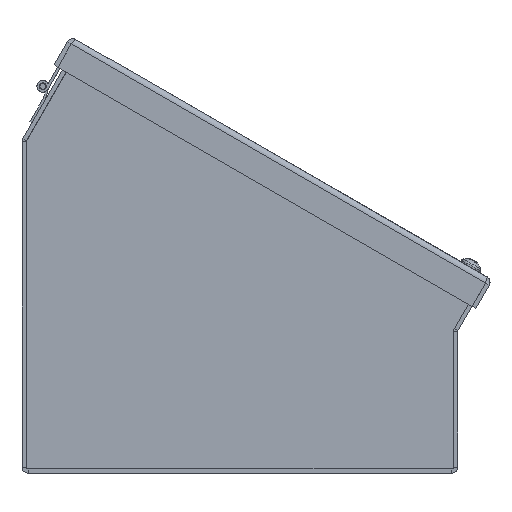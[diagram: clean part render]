
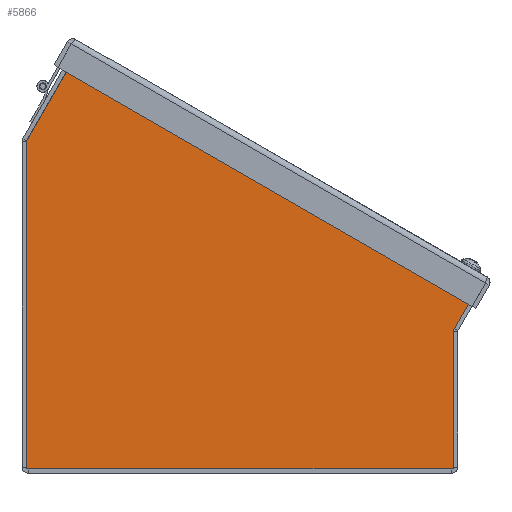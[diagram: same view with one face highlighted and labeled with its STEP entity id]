
A CAD part, front view. The second image highlights one B-rep face of the part: STEP entity #5866.
In plain terms, the highlighted face is planar.
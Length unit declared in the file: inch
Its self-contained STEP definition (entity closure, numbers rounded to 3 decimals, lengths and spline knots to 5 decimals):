
#280=PLANE($,#6259);
#615=LINE($,#9082,#1149);
#618=LINE($,#9088,#1152);
#621=LINE($,#9096,#1155);
#624=LINE($,#9100,#1158);
#636=LINE($,#9125,#1170);
#638=LINE($,#9129,#1172);
#640=LINE($,#9132,#1174);
#641=LINE($,#9135,#1175);
#642=LINE($,#9137,#1176);
#643=LINE($,#9139,#1177);
#644=LINE($,#9141,#1178);
#645=LINE($,#9143,#1179);
#646=LINE($,#9145,#1180);
#647=LINE($,#9146,#1181);
#1149=VECTOR($,#7183,6.65222);
#1152=VECTOR($,#7188,0.0002);
#1155=VECTOR($,#7193,0.03145);
#1158=VECTOR($,#7198,0.0002);
#1170=VECTOR($,#7214,0.03145);
#1172=VECTOR($,#7218,0.0002);
#1174=VECTOR($,#7222,0.0002);
#1175=VECTOR($,#7225,0.63792);
#1176=VECTOR($,#7226,1.65617);
#1177=VECTOR($,#7227,5.59463);
#1178=VECTOR($,#7228,7.2895);
#1179=VECTOR($,#7229,2.3635);
#1180=VECTOR($,#7230,0.80966);
#1181=VECTOR($,#7231,0.63792);
#1730=FACE_OUTER_BOUND($,#2052,.T.);
#2052=EDGE_LOOP($,(#4418,#4419,#4420,#4421,#4422,#4423,#4424,#4425,#4426,
#4427,#4428,#4429,#4430,#4431));
#2679=VERTEX_POINT($,#9067);
#2680=VERTEX_POINT($,#9071);
#2683=VERTEX_POINT($,#9086);
#2686=VERTEX_POINT($,#9093);
#2687=VERTEX_POINT($,#9095);
#2697=VERTEX_POINT($,#9122);
#2698=VERTEX_POINT($,#9124);
#2699=VERTEX_POINT($,#9128);
#2700=VERTEX_POINT($,#9134);
#2701=VERTEX_POINT($,#9136);
#2702=VERTEX_POINT($,#9138);
#2703=VERTEX_POINT($,#9140);
#2704=VERTEX_POINT($,#9142);
#2705=VERTEX_POINT($,#9144);
#3319=EDGE_CURVE($,#2679,#2680,#615,.T.);
#3322=EDGE_CURVE($,#2680,#2683,#618,.T.);
#3325=EDGE_CURVE($,#2687,#2686,#621,.T.);
#3328=EDGE_CURVE($,#2683,#2687,#624,.T.);
#3340=EDGE_CURVE($,#2698,#2697,#636,.T.);
#3342=EDGE_CURVE($,#2699,#2679,#638,.T.);
#3344=EDGE_CURVE($,#2697,#2699,#640,.T.);
#3345=EDGE_CURVE($,#2700,#2686,#641,.T.);
#3346=EDGE_CURVE($,#2701,#2700,#642,.T.);
#3347=EDGE_CURVE($,#2702,#2701,#643,.T.);
#3348=EDGE_CURVE($,#2703,#2702,#644,.T.);
#3349=EDGE_CURVE($,#2704,#2703,#645,.T.);
#3350=EDGE_CURVE($,#2705,#2704,#646,.T.);
#3351=EDGE_CURVE($,#2698,#2705,#647,.T.);
#4418=ORIENTED_EDGE($,*,*,#3325,.T.);
#4419=ORIENTED_EDGE($,*,*,#3345,.F.);
#4420=ORIENTED_EDGE($,*,*,#3346,.F.);
#4421=ORIENTED_EDGE($,*,*,#3347,.F.);
#4422=ORIENTED_EDGE($,*,*,#3348,.F.);
#4423=ORIENTED_EDGE($,*,*,#3349,.F.);
#4424=ORIENTED_EDGE($,*,*,#3350,.F.);
#4425=ORIENTED_EDGE($,*,*,#3351,.F.);
#4426=ORIENTED_EDGE($,*,*,#3340,.T.);
#4427=ORIENTED_EDGE($,*,*,#3344,.T.);
#4428=ORIENTED_EDGE($,*,*,#3342,.T.);
#4429=ORIENTED_EDGE($,*,*,#3319,.T.);
#4430=ORIENTED_EDGE($,*,*,#3322,.T.);
#4431=ORIENTED_EDGE($,*,*,#3328,.T.);
#5866=ADVANCED_FACE($,(#1730),#280,.T.);
#6259=AXIS2_PLACEMENT_3D($,#9133,#7223,#7224);
#7183=DIRECTION($,(-0.866,0.5,0.));
#7188=DIRECTION($,(-0.5,-0.866,0.));
#7193=DIRECTION($,(0.5,0.866,0.));
#7198=DIRECTION($,(-0.866,0.5,0.));
#7214=DIRECTION($,(-0.5,-0.866,0.));
#7218=DIRECTION($,(0.5,0.866,0.));
#7222=DIRECTION($,(-0.866,0.5,0.));
#7223=DIRECTION('center_axis',(0.,0.,1.));
#7224=DIRECTION('ref_axis',(1.,0.,0.));
#7225=DIRECTION($,(0.866,-0.5,0.));
#7226=DIRECTION($,(0.5,0.866,0.));
#7227=DIRECTION($,(0.,1.,0.));
#7228=DIRECTION($,(-1.,0.,0.));
#7229=DIRECTION($,(0.,-1.,0.));
#7230=DIRECTION($,(-0.5,-0.866,0.));
#7231=DIRECTION($,(0.866,-0.5,0.));
#9067=CARTESIAN_POINT('',(7.12608,3.35668,0.074));
#9071=CARTESIAN_POINT('',(1.36509,6.6828,0.074));
#9082=CARTESIAN_POINT($,(2.93299,5.77756,0.074));
#9086=CARTESIAN_POINT('',(1.36499,6.68262,0.074));
#9088=CARTESIAN_POINT($,(0.75904,5.63308,0.074));
#9093=CARTESIAN_POINT('',(1.38054,6.70996,0.074));
#9095=CARTESIAN_POINT('',(1.36481,6.68272,0.074));
#9096=CARTESIAN_POINT($,(0.76672,5.6468,0.074));
#9100=CARTESIAN_POINT($,(2.9328,5.77744,0.074));
#9122=CARTESIAN_POINT('',(7.12615,3.35641,0.074));
#9124=CARTESIAN_POINT('',(7.14188,3.38365,0.074));
#9125=CARTESIAN_POINT($,(6.5202,2.30687,0.074));
#9128=CARTESIAN_POINT('',(7.12598,3.35651,0.074));
#9129=CARTESIAN_POINT($,(6.52789,2.32059,0.074));
#9132=CARTESIAN_POINT($,(5.81339,4.11434,0.074));
#9133=CARTESIAN_POINT('Origin',(3.2889,2.77309,0.074));
#9134=CARTESIAN_POINT('',(0.82809,7.02892,0.074));
#9135=CARTESIAN_POINT($,(7.69433,3.06469,0.074));
#9136=CARTESIAN_POINT('',(0.,5.59463,0.074));
#9137=CARTESIAN_POINT($,(0.82809,7.02892,0.074));
#9138=CARTESIAN_POINT('',(0.,0.,0.074));
#9139=CARTESIAN_POINT($,(0.,5.59463,0.074));
#9140=CARTESIAN_POINT('',(7.2895,0.,0.074));
#9141=CARTESIAN_POINT($,(0.,0.,0.074));
#9142=CARTESIAN_POINT('',(7.2895,2.3635,0.074));
#9143=CARTESIAN_POINT($,(7.2895,0.,0.074));
#9144=CARTESIAN_POINT('',(7.69433,3.06469,0.074));
#9145=CARTESIAN_POINT($,(7.2895,2.3635,0.074));
#9146=CARTESIAN_POINT($,(7.69433,3.06469,0.074));
